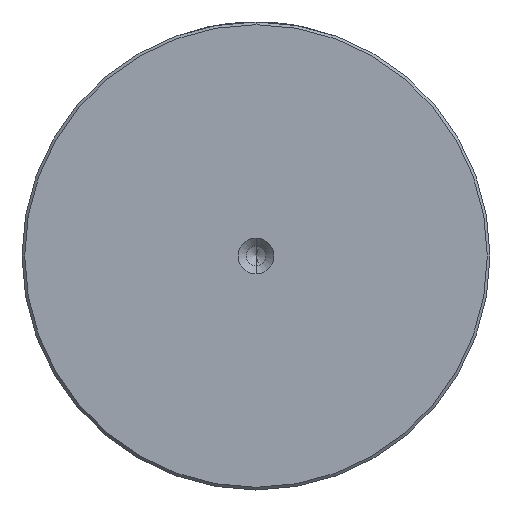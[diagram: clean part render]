
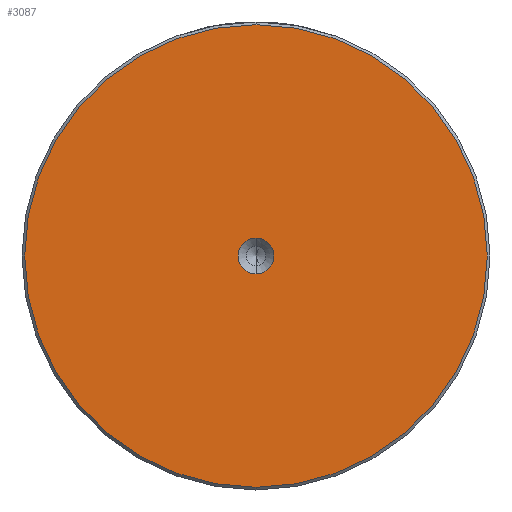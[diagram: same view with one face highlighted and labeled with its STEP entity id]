
A CAD part, left-side view. The second image highlights one B-rep face of the part: STEP entity #3087.
In plain terms, the highlighted planar face has unit normal (-1, 0, 0).
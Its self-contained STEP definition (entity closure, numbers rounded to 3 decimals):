
#16 = FACE_OUTER_BOUND ( 'NONE', #1915, .T. ) ;
#23 = ORIENTED_EDGE ( 'NONE', *, *, #172, .F. ) ;
#172 = EDGE_CURVE ( 'NONE', #1703, #2244, #3068, .T. ) ;
#270 = ORIENTED_EDGE ( 'NONE', *, *, #1102, .F. ) ;
#319 = AXIS2_PLACEMENT_3D ( 'NONE', #2620, #1116, #2874 ) ;
#582 = ORIENTED_EDGE ( 'NONE', *, *, #1238, .T. ) ;
#670 = EDGE_LOOP ( 'NONE', ( #23, #270 ) ) ;
#673 = CARTESIAN_POINT ( 'NONE',  ( 0., 0., 0. ) ) ;
#870 = PLANE ( 'NONE',  #1372 ) ;
#1003 = AXIS2_PLACEMENT_3D ( 'NONE', #2849, #1343, #3095 ) ;
#1047 = CARTESIAN_POINT ( 'NONE',  ( 0., 0., 0. ) ) ;
#1082 = VERTEX_POINT ( 'NONE', #3047 ) ;
#1102 = EDGE_CURVE ( 'NONE', #2244, #1703, #3140, .T. ) ;
#1116 = DIRECTION ( 'NONE',  ( -1., 0., 0. ) ) ;
#1172 = DIRECTION ( 'NONE',  ( -1., 0., 0. ) ) ;
#1238 = EDGE_CURVE ( 'NONE', #1815, #1082, #2066, .T. ) ;
#1299 = DIRECTION ( 'NONE',  ( 0., 0., 1. ) ) ;
#1343 = DIRECTION ( 'NONE',  ( -1., 0., 0. ) ) ;
#1372 = AXIS2_PLACEMENT_3D ( 'NONE', #673, #1172, #2927 ) ;
#1377 = DIRECTION ( 'NONE',  ( 0., 0., 1. ) ) ;
#1386 = DIRECTION ( 'NONE',  ( -1., 0., 0. ) ) ;
#1402 = CARTESIAN_POINT ( 'NONE',  ( 0., 0., 0. ) ) ;
#1505 = EDGE_CURVE ( 'NONE', #1082, #1815, #2207, .T. ) ;
#1703 = VERTEX_POINT ( 'NONE', #2284 ) ;
#1815 = VERTEX_POINT ( 'NONE', #2343 ) ;
#1915 = EDGE_LOOP ( 'NONE', ( #582, #3146 ) ) ;
#1928 = AXIS2_PLACEMENT_3D ( 'NONE', #1402, #1386, #1377 ) ;
#2066 = CIRCLE ( 'NONE', #319, 42.5 ) ;
#2207 = CIRCLE ( 'NONE', #1003, 42.5 ) ;
#2244 = VERTEX_POINT ( 'NONE', #2307 ) ;
#2284 = CARTESIAN_POINT ( 'NONE',  ( 0., 0., 3.3 ) ) ;
#2307 = CARTESIAN_POINT ( 'NONE',  ( 0., 0., -3.3 ) ) ;
#2343 = CARTESIAN_POINT ( 'NONE',  ( 0., 0., -42.5 ) ) ;
#2394 = AXIS2_PLACEMENT_3D ( 'NONE', #1047, #2807, #1299 ) ;
#2508 = FACE_BOUND ( 'NONE', #670, .T. ) ;
#2620 = CARTESIAN_POINT ( 'NONE',  ( 0., 0., 0. ) ) ;
#2807 = DIRECTION ( 'NONE',  ( -1., 0., 0. ) ) ;
#2849 = CARTESIAN_POINT ( 'NONE',  ( 0., 0., 0. ) ) ;
#2874 = DIRECTION ( 'NONE',  ( 0., 0., 1. ) ) ;
#2927 = DIRECTION ( 'NONE',  ( 0., 0., 1. ) ) ;
#3047 = CARTESIAN_POINT ( 'NONE',  ( 0., 0., 42.5 ) ) ;
#3068 = CIRCLE ( 'NONE', #1928, 3.3 ) ;
#3087 = ADVANCED_FACE ( 'NONE', ( #16, #2508 ), #870, .T. ) ;
#3095 = DIRECTION ( 'NONE',  ( 0., 0., 1. ) ) ;
#3140 = CIRCLE ( 'NONE', #2394, 3.3 ) ;
#3146 = ORIENTED_EDGE ( 'NONE', *, *, #1505, .T. ) ;
